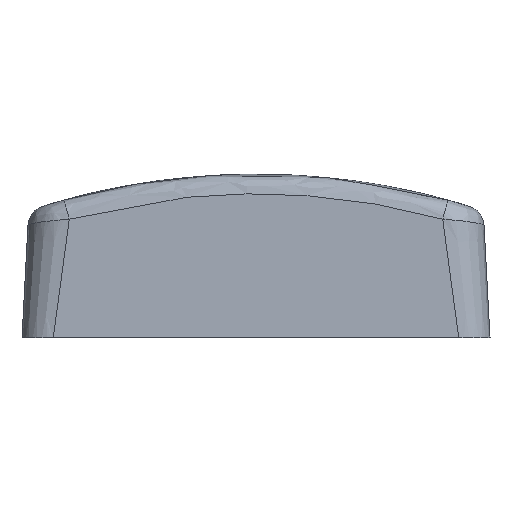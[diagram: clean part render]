
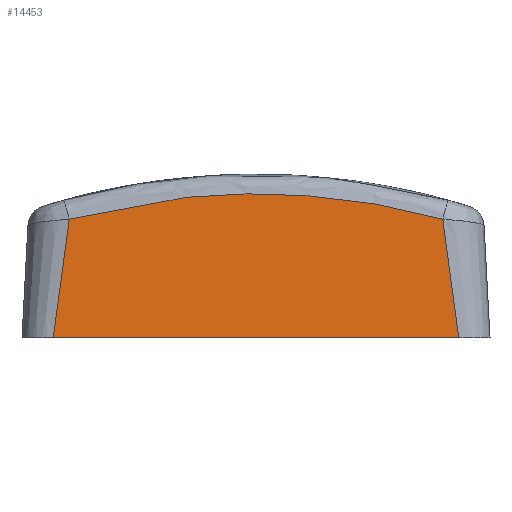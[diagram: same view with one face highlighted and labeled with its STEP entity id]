
A CAD part, front view. The second image highlights one B-rep face of the part: STEP entity #14453.
In plain terms, the highlighted planar face has unit normal (0, -0.999, 0.052).
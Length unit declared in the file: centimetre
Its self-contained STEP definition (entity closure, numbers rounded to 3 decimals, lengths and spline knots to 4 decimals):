
#28=ELLIPSE('',#16064,13.4935,13.475);
#1200=FACE_OUTER_BOUND('',#2122,.T.);
#2122=EDGE_LOOP('',(#11880,#11881,#11882,#11883));
#3887=LINE('',#26232,#4879);
#3890=LINE('',#26279,#4882);
#3922=LINE('',#26889,#4914);
#4879=VECTOR('',#20250,1.0033);
#4882=VECTOR('',#20261,1.0033);
#4914=VECTOR('',#20385,1.);
#5976=VERTEX_POINT('',#26219);
#5978=VERTEX_POINT('',#26230);
#5979=VERTEX_POINT('',#26264);
#5981=VERTEX_POINT('',#26275);
#7896=EDGE_CURVE('',#5978,#5976,#3887,.T.);
#7903=EDGE_CURVE('',#5979,#5981,#3890,.T.);
#7905=EDGE_CURVE('',#5976,#5979,#28,.T.);
#7964=EDGE_CURVE('',#5981,#5978,#3922,.T.);
#11880=ORIENTED_EDGE('',*,*,#7896,.F.);
#11881=ORIENTED_EDGE('',*,*,#7964,.F.);
#11882=ORIENTED_EDGE('',*,*,#7903,.F.);
#11883=ORIENTED_EDGE('',*,*,#7905,.F.);
#12668=PLANE('',#16110);
#14453=ADVANCED_FACE('',(#1200),#12668,.T.);
#16064=AXIS2_PLACEMENT_3D('',#26312,#20265,#20266);
#16110=AXIS2_PLACEMENT_3D('',#26892,#20389,#20390);
#20250=DIRECTION('',(0.133,0.052,0.99));
#20261=DIRECTION('',(0.133,-0.052,-0.99));
#20265=DIRECTION('center_axis',(0.,0.999,-0.052));
#20266=DIRECTION('ref_axis',(0.,0.052,0.999));
#20385=DIRECTION('',(-1.,0.,0.));
#20389=DIRECTION('center_axis',(0.,-0.999,0.052));
#20390=DIRECTION('ref_axis',(1.,0.,0.));
#26219=CARTESIAN_POINT('',(-3.5911,-11.2803,0.0836));
#26230=CARTESIAN_POINT('',(-3.8983,-11.4,-2.2));
#26232=CARTESIAN_POINT('',(-3.5294,-11.2563,0.5421));
#26264=CARTESIAN_POINT('',(3.5911,-11.2803,0.0836));
#26275=CARTESIAN_POINT('',(3.8983,-11.4,-2.2));
#26279=CARTESIAN_POINT('',(3.5776,-11.2751,0.184));
#26312=CARTESIAN_POINT('Origin',(0.,-11.961,-12.9041));
#26889=CARTESIAN_POINT('',(4.5,-11.4,-2.2));
#26892=CARTESIAN_POINT('Origin',(-4.5,-11.2849,-0.003));
